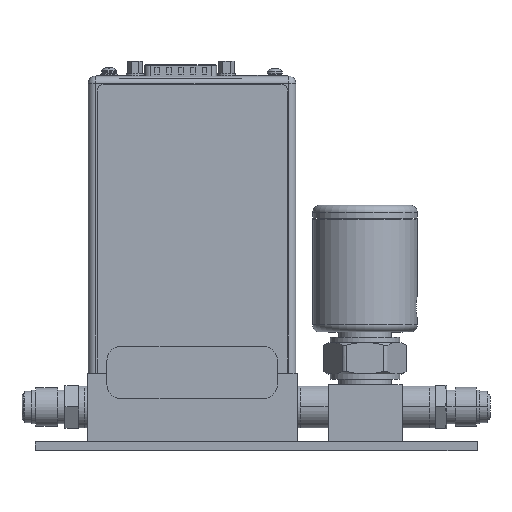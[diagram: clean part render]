
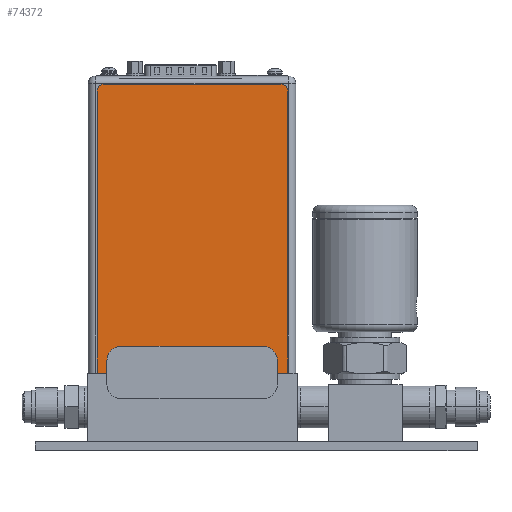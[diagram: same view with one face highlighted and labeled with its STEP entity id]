
A CAD part, top view. The second image highlights one B-rep face of the part: STEP entity #74372.
In plain terms, the highlighted planar face has unit normal (0, 0, 1).
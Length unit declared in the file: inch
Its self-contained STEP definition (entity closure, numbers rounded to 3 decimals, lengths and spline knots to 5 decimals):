
#74205=CARTESIAN_POINT('',(2.63,4.04,0.004));
#74206=DIRECTION('',(0.,0.,-1.));
#74207=DIRECTION('',(0.,1.,0.));
#74208=AXIS2_PLACEMENT_3D('',#74205,#74206,#74207);
#74210=DIRECTION('',(0.,-1.,0.));
#74211=VECTOR('',#74210,4.04);
#74212=CARTESIAN_POINT('',(2.73,4.04,0.004));
#74213=LINE('',#74212,#74211);
#74214=DIRECTION('',(-1.,0.,0.));
#74215=VECTOR('',#74214,2.73);
#74216=CARTESIAN_POINT('',(2.73,0.,0.004));
#74217=LINE('',#74216,#74215);
#74218=DIRECTION('',(0.,1.,0.));
#74219=VECTOR('',#74218,4.04);
#74220=CARTESIAN_POINT('',(0.,0.,0.004));
#74221=LINE('',#74220,#74219);
#74222=CARTESIAN_POINT('',(0.1,4.04,0.004));
#74223=DIRECTION('',(0.,0.,-1.));
#74224=DIRECTION('',(-1.,0.,0.));
#74225=AXIS2_PLACEMENT_3D('',#74222,#74223,#74224);
#74227=DIRECTION('',(1.,0.,0.));
#74228=VECTOR('',#74227,2.53);
#74229=CARTESIAN_POINT('',(0.1,4.14,0.004));
#74230=LINE('',#74229,#74228);
#74243=CARTESIAN_POINT('',(2.73,4.04,0.004));
#74244=VERTEX_POINT('',#74243);
#74245=CARTESIAN_POINT('',(2.63,4.14,0.004));
#74246=VERTEX_POINT('',#74245);
#74247=CARTESIAN_POINT('',(2.73,0.,0.004));
#74248=VERTEX_POINT('',#74247);
#74249=CARTESIAN_POINT('',(0.,0.,0.004));
#74250=VERTEX_POINT('',#74249);
#74251=CARTESIAN_POINT('',(0.,4.04,0.004));
#74252=VERTEX_POINT('',#74251);
#74253=CARTESIAN_POINT('',(0.1,4.14,0.004));
#74254=VERTEX_POINT('',#74253);
#74359=CARTESIAN_POINT('',(0.,0.,0.004));
#74360=DIRECTION('',(0.,0.,1.));
#74361=DIRECTION('',(1.,0.,0.));
#74362=AXIS2_PLACEMENT_3D('',#74359,#74360,#74361);
#74363=PLANE('',#74362);
#74364=ORIENTED_EDGE('',*,*,#74283,.T.);
#74365=ORIENTED_EDGE('',*,*,#74299,.T.);
#74366=ORIENTED_EDGE('',*,*,#74312,.T.);
#74367=ORIENTED_EDGE('',*,*,#74325,.T.);
#74368=ORIENTED_EDGE('',*,*,#74340,.T.);
#74369=ORIENTED_EDGE('',*,*,#74352,.T.);
#74370=EDGE_LOOP('',(#74364,#74365,#74366,#74367,#74368,#74369));
#74371=FACE_OUTER_BOUND('',#74370,.F.);
#74372=ADVANCED_FACE('',(#74371),#74363,.T.);
#74209=CIRCLE('',#74208,0.1);
#74226=CIRCLE('',#74225,0.1);
#74283=EDGE_CURVE('',#74246,#74244,#74209,.T.);
#74299=EDGE_CURVE('',#74244,#74248,#74213,.T.);
#74312=EDGE_CURVE('',#74248,#74250,#74217,.T.);
#74325=EDGE_CURVE('',#74250,#74252,#74221,.T.);
#74340=EDGE_CURVE('',#74252,#74254,#74226,.T.);
#74352=EDGE_CURVE('',#74254,#74246,#74230,.T.);
